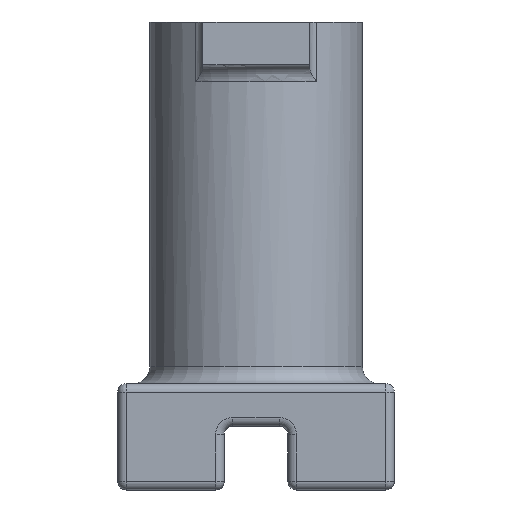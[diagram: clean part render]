
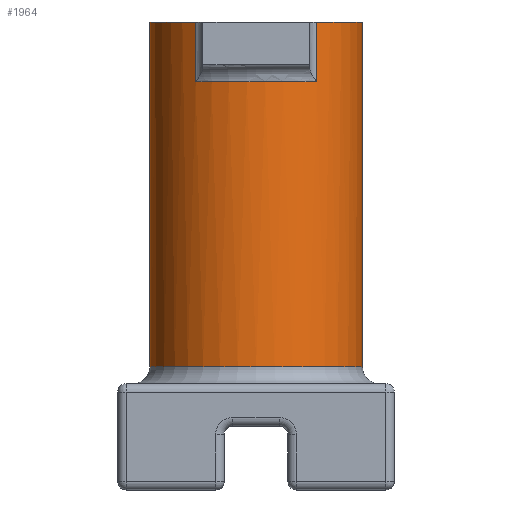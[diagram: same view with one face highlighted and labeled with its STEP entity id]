
A CAD part, front view. The second image highlights one B-rep face of the part: STEP entity #1964.
In plain terms, the highlighted cylindrical face has radius 25 mm (diameter 50 mm), a full revolution.
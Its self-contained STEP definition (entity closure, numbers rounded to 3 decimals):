
#67=CYLINDRICAL_SURFACE('',#2129,25.);
#137=CIRCLE('',#2123,25.);
#140=CIRCLE('',#2126,25.);
#143=CIRCLE('',#2130,25.);
#144=CIRCLE('',#2131,25.);
#145=CIRCLE('',#2132,25.);
#341=ORIENTED_EDGE('',*,*,#925,.T.);
#342=ORIENTED_EDGE('',*,*,#921,.T.);
#343=ORIENTED_EDGE('',*,*,#926,.T.);
#344=ORIENTED_EDGE('',*,*,#927,.T.);
#345=ORIENTED_EDGE('',*,*,#928,.T.);
#346=ORIENTED_EDGE('',*,*,#918,.T.);
#347=ORIENTED_EDGE('',*,*,#929,.T.);
#348=ORIENTED_EDGE('',*,*,#930,.T.);
#349=ORIENTED_EDGE('',*,*,#931,.T.);
#918=EDGE_CURVE('',#1211,#1212,#137,.T.);
#921=EDGE_CURVE('',#1214,#1213,#140,.T.);
#925=EDGE_CURVE('',#1215,#1215,#143,.F.);
#926=EDGE_CURVE('',#1213,#1216,#1375,.T.);
#927=EDGE_CURVE('',#1216,#1217,#144,.T.);
#928=EDGE_CURVE('',#1217,#1211,#1376,.F.);
#929=EDGE_CURVE('',#1212,#1218,#1377,.T.);
#930=EDGE_CURVE('',#1218,#1219,#145,.T.);
#931=EDGE_CURVE('',#1219,#1214,#1378,.F.);
#1211=VERTEX_POINT('',#3165);
#1212=VERTEX_POINT('',#3166);
#1213=VERTEX_POINT('',#3169);
#1214=VERTEX_POINT('',#3171);
#1215=VERTEX_POINT('',#3177);
#1216=VERTEX_POINT('',#3179);
#1217=VERTEX_POINT('',#3181);
#1218=VERTEX_POINT('',#3184);
#1219=VERTEX_POINT('',#3186);
#1375=LINE('',#3178,#1510);
#1376=LINE('',#3182,#1511);
#1377=LINE('',#3183,#1512);
#1378=LINE('',#3187,#1513);
#1510=VECTOR('',#2460,1000.);
#1511=VECTOR('',#2463,1000.);
#1512=VECTOR('',#2464,1000.);
#1513=VECTOR('',#2467,1000.);
#1636=EDGE_LOOP('',(#341));
#1637=EDGE_LOOP('',(#342,#343,#344,#345,#346,#347,#348,#349));
#1786=FACE_BOUND('',#1636,.T.);
#1787=FACE_BOUND('',#1637,.T.);
#1964=ADVANCED_FACE('',(#1786,#1787),#67,.T.);
#2123=AXIS2_PLACEMENT_3D('',#3164,#2443,#2444);
#2126=AXIS2_PLACEMENT_3D('',#3170,#2449,#2450);
#2129=AXIS2_PLACEMENT_3D('',#3175,#2456,#2457);
#2130=AXIS2_PLACEMENT_3D('',#3176,#2458,#2459);
#2131=AXIS2_PLACEMENT_3D('',#3180,#2461,#2462);
#2132=AXIS2_PLACEMENT_3D('',#3185,#2465,#2466);
#2443=DIRECTION('',(0.,0.,-1.));
#2444=DIRECTION('',(-1.,0.,0.));
#2449=DIRECTION('',(0.,0.,-1.));
#2450=DIRECTION('',(-1.,0.,0.));
#2456=DIRECTION('',(0.,0.,-1.));
#2457=DIRECTION('',(-1.,0.,0.));
#2458=DIRECTION('',(0.,0.,-1.));
#2459=DIRECTION('',(-1.,0.,0.));
#2460=DIRECTION('',(0.,0.,-1.));
#2461=DIRECTION('',(0.,0.,-1.));
#2462=DIRECTION('',(-1.,0.,0.));
#2463=DIRECTION('',(0.,0.,-1.));
#2464=DIRECTION('',(0.,0.,-1.));
#2465=DIRECTION('',(0.,0.,-1.));
#2466=DIRECTION('',(-1.,0.,0.));
#2467=DIRECTION('',(0.,0.,-1.));
#3164=CARTESIAN_POINT('',(0.,0.,121.827));
#3165=CARTESIAN_POINT('',(14.224,20.559,121.827));
#3166=CARTESIAN_POINT('',(14.224,-20.559,121.827));
#3169=CARTESIAN_POINT('',(-14.224,20.559,121.827));
#3170=CARTESIAN_POINT('',(0.,0.,121.827));
#3171=CARTESIAN_POINT('',(-14.224,-20.559,121.827));
#3175=CARTESIAN_POINT('',(0.,0.,51.827));
#3176=CARTESIAN_POINT('',(0.,0.,40.827));
#3177=CARTESIAN_POINT('',(-25.,0.,40.827));
#3178=CARTESIAN_POINT('',(-14.224,20.559,51.827));
#3179=CARTESIAN_POINT('',(-14.224,20.559,107.827));
#3180=CARTESIAN_POINT('',(0.,0.,107.827));
#3181=CARTESIAN_POINT('',(14.224,20.559,107.827));
#3182=CARTESIAN_POINT('',(14.224,20.559,51.827));
#3183=CARTESIAN_POINT('',(14.224,-20.559,51.827));
#3184=CARTESIAN_POINT('',(14.224,-20.559,107.827));
#3185=CARTESIAN_POINT('',(0.,0.,107.827));
#3186=CARTESIAN_POINT('',(-14.224,-20.559,107.827));
#3187=CARTESIAN_POINT('',(-14.224,-20.559,51.827));
